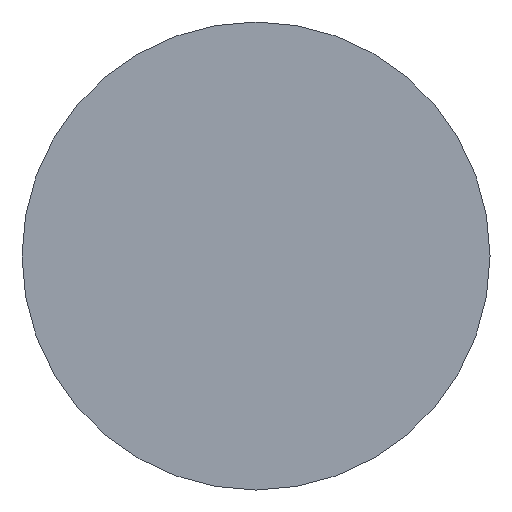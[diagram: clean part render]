
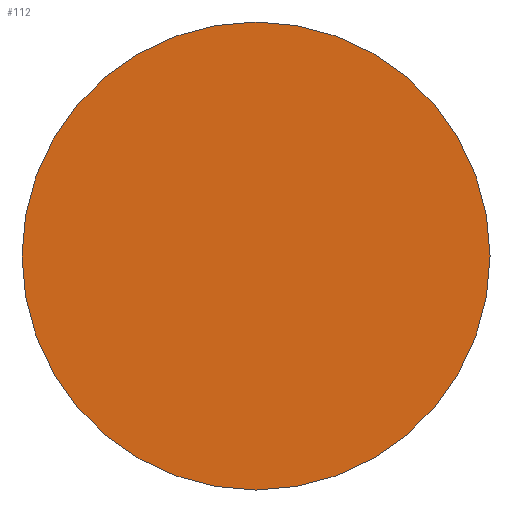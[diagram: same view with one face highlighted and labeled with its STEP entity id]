
A CAD part, left-side view. The second image highlights one B-rep face of the part: STEP entity #112.
In plain terms, the highlighted planar face has unit normal (-1, 0, 0).
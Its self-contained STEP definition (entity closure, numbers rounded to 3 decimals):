
#27=PLANE('',#143);
#34=FACE_OUTER_BOUND('',#42,.T.);
#42=EDGE_LOOP('',(#102));
#57=CIRCLE('',#140,11.);
#65=VERTEX_POINT('',#207);
#76=EDGE_CURVE('',#65,#65,#57,.T.);
#102=ORIENTED_EDGE('',*,*,#76,.T.);
#112=ADVANCED_FACE('',(#34),#27,.F.);
#140=AXIS2_PLACEMENT_3D('',#208,#174,#175);
#143=AXIS2_PLACEMENT_3D('',#213,#181,#182);
#174=DIRECTION('center_axis',(-1.,0.,0.));
#175=DIRECTION('ref_axis',(0.,0.,-1.));
#181=DIRECTION('center_axis',(1.,0.,0.));
#182=DIRECTION('ref_axis',(0.,0.,-1.));
#207=CARTESIAN_POINT('',(-3.,0.,11.));
#208=CARTESIAN_POINT('Origin',(-3.,0.,0.));
#213=CARTESIAN_POINT('Origin',(-3.,0.,0.));
